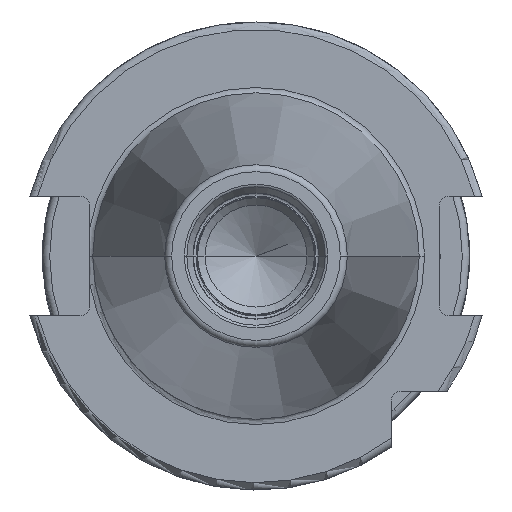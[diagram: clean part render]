
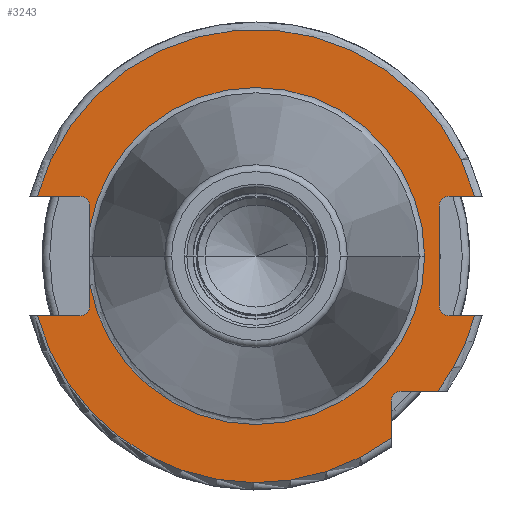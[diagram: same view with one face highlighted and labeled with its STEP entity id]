
A CAD part, left-side view. The second image highlights one B-rep face of the part: STEP entity #3243.
In plain terms, the highlighted planar face has unit normal (-1, 0, 0).
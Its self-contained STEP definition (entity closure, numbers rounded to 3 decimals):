
#105=CARTESIAN_POINT('',(3.2,22.55,-3.842));
#117=CARTESIAN_POINT('',(3.2,0.,0.));
#118=DIRECTION('',(-1.,0.,0.));
#119=DIRECTION('',(0.,0.986,-0.168));
#120=AXIS2_PLACEMENT_3D('',#117,#118,#119);
#142=CARTESIAN_POINT('',(3.2,23.9,-6.75));
#143=DIRECTION('',(1.,0.,0.));
#144=DIRECTION('',(0.,-1.,0.));
#145=AXIS2_PLACEMENT_3D('',#142,#143,#144);
#199=CARTESIAN_POINT('',(3.2,23.9,6.75));
#200=DIRECTION('',(1.,0.,0.));
#201=DIRECTION('',(0.,0.,1.));
#202=AXIS2_PLACEMENT_3D('',#199,#200,#201);
#244=CARTESIAN_POINT('',(3.2,-26.2,6.75));
#245=DIRECTION('',(1.,0.,0.));
#246=DIRECTION('',(0.,1.,0.));
#247=AXIS2_PLACEMENT_3D('',#244,#245,#246);
#888=CARTESIAN_POINT('',(3.2,-26.2,-6.75));
#889=DIRECTION('',(1.,0.,0.));
#890=DIRECTION('',(0.,0.,-1.));
#891=AXIS2_PLACEMENT_3D('',#888,#889,#890);
#955=DIRECTION('',(0.,0.,-1.));
#956=VECTOR('',#955,2.908);
#957=CARTESIAN_POINT('',(3.2,22.55,6.75));
#958=LINE('',#957,#956);
#959=DIRECTION('',(0.,-1.,0.));
#960=VECTOR('',#959,5.777);
#961=CARTESIAN_POINT('',(3.2,29.677,8.1));
#962=LINE('',#961,#960);
#963=CARTESIAN_POINT('',(3.2,0.,0.));
#964=DIRECTION('',(1.,0.,0.));
#965=DIRECTION('',(0.,0.965,0.263));
#966=AXIS2_PLACEMENT_3D('',#963,#964,#965);
#968=DIRECTION('',(0.,1.,0.));
#969=VECTOR('',#968,3.477);
#970=CARTESIAN_POINT('',(3.2,-29.677,8.1));
#971=LINE('',#970,#969);
#972=DIRECTION('',(0.,0.,1.));
#973=VECTOR('',#972,13.5);
#974=CARTESIAN_POINT('',(3.2,-24.85,-6.75));
#975=LINE('',#974,#973);
#976=DIRECTION('',(0.,1.,0.));
#977=VECTOR('',#976,3.477);
#978=CARTESIAN_POINT('',(3.2,-29.677,-8.1));
#979=LINE('',#978,#977);
#980=CARTESIAN_POINT('',(3.2,0.,0.));
#981=DIRECTION('',(-1.,0.,0.));
#982=DIRECTION('',(0.,-0.803,-0.597));
#983=AXIS2_PLACEMENT_3D('',#980,#981,#982);
#985=DIRECTION('',(0.,-1.,0.));
#986=VECTOR('',#985,4.99);
#987=CARTESIAN_POINT('',(3.2,-19.7,-18.35));
#988=LINE('',#987,#986);
#989=DIRECTION('',(0.,0.,1.));
#990=VECTOR('',#989,4.99);
#991=CARTESIAN_POINT('',(3.2,-18.35,-24.69));
#992=LINE('',#991,#990);
#993=CARTESIAN_POINT('',(3.2,0.,0.));
#994=DIRECTION('',(-1.,0.,0.));
#995=DIRECTION('',(0.,0.965,-0.263));
#996=AXIS2_PLACEMENT_3D('',#993,#994,#995);
#998=DIRECTION('',(0.,-1.,0.));
#999=VECTOR('',#998,5.777);
#1000=CARTESIAN_POINT('',(3.2,29.677,-8.1));
#1001=LINE('',#1000,#999);
#1002=DIRECTION('',(0.,0.,-1.));
#1003=VECTOR('',#1002,2.908);
#1004=CARTESIAN_POINT('',(3.2,22.55,-3.842));
#1005=LINE('',#1004,#1003);
#1015=CARTESIAN_POINT('',(3.2,29.677,8.1));
#1022=CARTESIAN_POINT('',(3.2,-29.677,8.1));
#1442=CARTESIAN_POINT('',(3.2,29.677,-8.1));
#1478=CARTESIAN_POINT('',(3.2,-29.677,-8.1));
#1505=CARTESIAN_POINT('',(3.2,-19.7,-19.7));
#1506=DIRECTION('',(1.,0.,0.));
#1507=DIRECTION('',(0.,1.,0.));
#1508=AXIS2_PLACEMENT_3D('',#1505,#1506,#1507);
#1576=CARTESIAN_POINT('',(3.2,22.55,3.842));
#1587=CARTESIAN_POINT('',(3.2,0.,0.));
#1588=DIRECTION('',(1.,0.,0.));
#1589=DIRECTION('',(0.,0.986,0.168));
#1590=AXIS2_PLACEMENT_3D('',#1587,#1588,#1589);
#1810=CARTESIAN_POINT('',(3.2,-22.875,0.));
#1812=VERTEX_POINT('',#1810);
#1952=VERTEX_POINT('',#1576);
#1954=VERTEX_POINT('',#105);
#1957=VERTEX_POINT('',#1015);
#1958=VERTEX_POINT('',#1022);
#1961=VERTEX_POINT('',#1442);
#1962=VERTEX_POINT('',#1478);
#1977=CARTESIAN_POINT('',(3.2,-18.35,-24.69));
#1978=VERTEX_POINT('',#1977);
#1980=CARTESIAN_POINT('',(3.2,23.9,-8.1));
#1982=VERTEX_POINT('',#1980);
#1984=CARTESIAN_POINT('',(3.2,23.9,8.1));
#1986=VERTEX_POINT('',#1984);
#1988=CARTESIAN_POINT('',(3.2,-24.85,-6.75));
#1990=VERTEX_POINT('',#1988);
#1992=CARTESIAN_POINT('',(3.2,-26.2,-8.1));
#1994=VERTEX_POINT('',#1992);
#1996=CARTESIAN_POINT('',(3.2,-26.2,8.1));
#1998=VERTEX_POINT('',#1996);
#2000=CARTESIAN_POINT('',(3.2,-24.85,6.75));
#2002=VERTEX_POINT('',#2000);
#2009=CARTESIAN_POINT('',(3.2,22.55,6.75));
#2010=VERTEX_POINT('',#2009);
#2011=CARTESIAN_POINT('',(3.2,22.55,-6.75));
#2012=VERTEX_POINT('',#2011);
#2013=CARTESIAN_POINT('',(3.2,-19.7,-18.35));
#2014=CARTESIAN_POINT('',(3.2,-24.69,-18.35));
#2015=VERTEX_POINT('',#2013);
#2016=VERTEX_POINT('',#2014);
#2017=CARTESIAN_POINT('',(3.2,-18.35,-19.7));
#2018=VERTEX_POINT('',#2017);
#3210=CARTESIAN_POINT('',(3.2,0.,0.));
#3211=DIRECTION('',(1.,0.,0.));
#3212=DIRECTION('',(0.,-1.,0.));
#3213=AXIS2_PLACEMENT_3D('',#3210,#3211,#3212);
#3214=PLANE('',#3213);
#3215=ORIENTED_EDGE('',*,*,#2323,.F.);
#3216=ORIENTED_EDGE('',*,*,#2409,.F.);
#3217=ORIENTED_EDGE('',*,*,#2444,.F.);
#3219=ORIENTED_EDGE('',*,*,#3218,.T.);
#3220=ORIENTED_EDGE('',*,*,#2470,.T.);
#3221=ORIENTED_EDGE('',*,*,#2506,.F.);
#3222=ORIENTED_EDGE('',*,*,#2522,.F.);
#3223=ORIENTED_EDGE('',*,*,#3109,.F.);
#3224=ORIENTED_EDGE('',*,*,#3143,.F.);
#3226=ORIENTED_EDGE('',*,*,#3225,.F.);
#3228=ORIENTED_EDGE('',*,*,#3227,.F.);
#3230=ORIENTED_EDGE('',*,*,#3229,.F.);
#3232=ORIENTED_EDGE('',*,*,#3231,.F.);
#3234=ORIENTED_EDGE('',*,*,#3233,.F.);
#3235=ORIENTED_EDGE('',*,*,#3183,.T.);
#3236=ORIENTED_EDGE('',*,*,#2341,.F.);
#3237=ORIENTED_EDGE('',*,*,#2328,.F.);
#3238=ORIENTED_EDGE('',*,*,#2291,.T.);
#3240=ORIENTED_EDGE('',*,*,#3239,.F.);
#3241=EDGE_LOOP('',(#3215,#3216,#3217,#3219,#3220,#3221,#3222,#3223,#3224,#3226,
#3228,#3230,#3232,#3234,#3235,#3236,#3237,#3238,#3240));
#3242=FACE_OUTER_BOUND('',#3241,.F.);
#3243=ADVANCED_FACE('',(#3242),#3214,.F.);
#121=CIRCLE('',#120,22.875);
#146=CIRCLE('',#145,1.35);
#203=CIRCLE('',#202,1.35);
#248=CIRCLE('',#247,1.35);
#892=CIRCLE('',#891,1.35);
#967=CIRCLE('',#966,30.763);
#984=CIRCLE('',#983,30.763);
#997=CIRCLE('',#996,30.763);
#1509=CIRCLE('',#1508,1.35);
#1591=CIRCLE('',#1590,22.875);
#2291=EDGE_CURVE('',#1954,#1812,#121,.T.);
#2323=EDGE_CURVE('',#2010,#1952,#958,.T.);
#2328=EDGE_CURVE('',#1954,#2012,#1005,.T.);
#2341=EDGE_CURVE('',#2012,#1982,#146,.T.);
#2409=EDGE_CURVE('',#1986,#2010,#203,.T.);
#2444=EDGE_CURVE('',#1957,#1986,#962,.T.);
#2470=EDGE_CURVE('',#1958,#1998,#971,.T.);
#2506=EDGE_CURVE('',#2002,#1998,#248,.T.);
#2522=EDGE_CURVE('',#1990,#2002,#975,.T.);
#3109=EDGE_CURVE('',#1994,#1990,#892,.T.);
#3143=EDGE_CURVE('',#1962,#1994,#979,.T.);
#3183=EDGE_CURVE('',#1961,#1982,#1001,.T.);
#3218=EDGE_CURVE('',#1957,#1958,#967,.T.);
#3225=EDGE_CURVE('',#2016,#1962,#984,.T.);
#3227=EDGE_CURVE('',#2015,#2016,#988,.T.);
#3229=EDGE_CURVE('',#2018,#2015,#1509,.T.);
#3231=EDGE_CURVE('',#1978,#2018,#992,.T.);
#3233=EDGE_CURVE('',#1961,#1978,#997,.T.);
#3239=EDGE_CURVE('',#1952,#1812,#1591,.T.);
